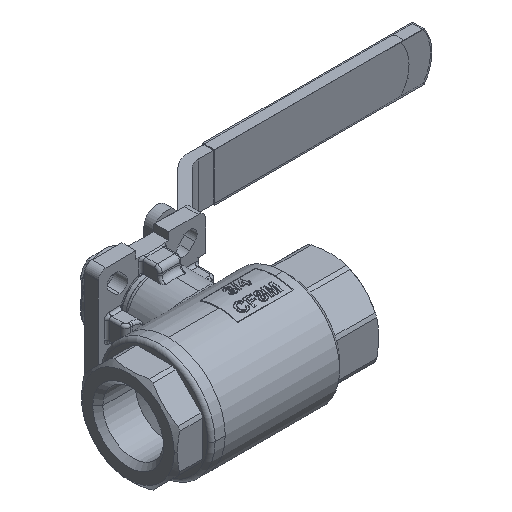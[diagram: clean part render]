
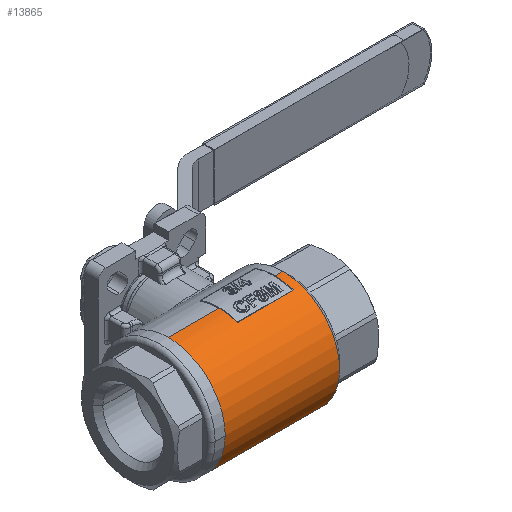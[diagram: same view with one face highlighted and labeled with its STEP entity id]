
A CAD part, isometric view. The second image highlights one B-rep face of the part: STEP entity #13865.
In plain terms, the highlighted cylindrical face has radius 22.5 mm (diameter 45 mm), a partial arc.
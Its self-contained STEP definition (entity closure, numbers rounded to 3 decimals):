
#1331=CYLINDRICAL_SURFACE('',#15050,22.5);
#1603=CIRCLE('',#14706,22.5);
#1607=CIRCLE('',#14712,22.5);
#1612=CIRCLE('',#14720,22.5);
#1613=CIRCLE('',#14723,22.5);
#1789=CIRCLE('',#15032,22.5);
#1791=CIRCLE('',#15036,22.5);
#5150=ORIENTED_EDGE('',*,*,#7801,.F.);
#5151=ORIENTED_EDGE('',*,*,#7787,.T.);
#5152=ORIENTED_EDGE('',*,*,#7802,.T.);
#5153=ORIENTED_EDGE('',*,*,#7327,.F.);
#5154=ORIENTED_EDGE('',*,*,#7331,.T.);
#5155=ORIENTED_EDGE('',*,*,#7334,.T.);
#5156=ORIENTED_EDGE('',*,*,#7803,.T.);
#5157=ORIENTED_EDGE('',*,*,#7784,.T.);
#5158=ORIENTED_EDGE('',*,*,#7804,.F.);
#5159=ORIENTED_EDGE('',*,*,#7348,.T.);
#5160=ORIENTED_EDGE('',*,*,#7340,.F.);
#5161=ORIENTED_EDGE('',*,*,#7345,.F.);
#7327=EDGE_CURVE('',#8950,#8952,#1603,.T.);
#7331=EDGE_CURVE('',#8950,#8953,#10006,.T.);
#7334=EDGE_CURVE('',#8953,#8955,#1607,.T.);
#7340=EDGE_CURVE('',#8960,#8961,#10010,.T.);
#7345=EDGE_CURVE('',#8963,#8960,#1612,.T.);
#7348=EDGE_CURVE('',#8965,#8961,#1613,.T.);
#7784=EDGE_CURVE('',#9236,#9254,#1789,.T.);
#7787=EDGE_CURVE('',#9256,#9255,#1791,.T.);
#7801=EDGE_CURVE('',#9256,#8963,#10222,.T.);
#7802=EDGE_CURVE('',#9255,#8952,#10223,.T.);
#7803=EDGE_CURVE('',#8955,#9236,#10224,.T.);
#7804=EDGE_CURVE('',#8965,#9254,#10225,.T.);
#8950=VERTEX_POINT('',#53129);
#8952=VERTEX_POINT('',#53132);
#8953=VERTEX_POINT('',#53137);
#8955=VERTEX_POINT('',#53143);
#8960=VERTEX_POINT('',#53157);
#8961=VERTEX_POINT('',#53158);
#8963=VERTEX_POINT('',#53165);
#8965=VERTEX_POINT('',#53173);
#9236=VERTEX_POINT('',#57172);
#9254=VERTEX_POINT('',#57232);
#9255=VERTEX_POINT('',#57238);
#9256=VERTEX_POINT('',#57239);
#10006=LINE('',#53139,#10970);
#10010=LINE('',#53156,#10974);
#10222=LINE('',#57270,#11186);
#10223=LINE('',#57271,#11187);
#10224=LINE('',#57272,#11188);
#10225=LINE('',#57273,#11189);
#10970=VECTOR('',#17081,1000.);
#10974=VECTOR('',#17101,1000.);
#11186=VECTOR('',#17979,1000.);
#11187=VECTOR('',#17980,1000.);
#11188=VECTOR('',#17981,1000.);
#11189=VECTOR('',#17982,1000.);
#12065=EDGE_LOOP('',(#5150,#5151,#5152,#5153,#5154,#5155,#5156,#5157,#5158,
#5159,#5160,#5161));
#12951=FACE_BOUND('',#12065,.T.);
#13865=ADVANCED_FACE('',(#12951),#1331,.T.);
#14706=AXIS2_PLACEMENT_3D('',#53131,#17072,#17073);
#14712=AXIS2_PLACEMENT_3D('',#53144,#17087,#17088);
#14720=AXIS2_PLACEMENT_3D('',#53166,#17109,#17110);
#14723=AXIS2_PLACEMENT_3D('',#53172,#17117,#17118);
#15032=AXIS2_PLACEMENT_3D('',#57233,#17933,#17934);
#15036=AXIS2_PLACEMENT_3D('',#57240,#17942,#17943);
#15050=AXIS2_PLACEMENT_3D('',#57269,#17977,#17978);
#17072=DIRECTION('',(1.,0.,0.));
#17073=DIRECTION('',(0.,0.327,-0.945));
#17081=DIRECTION('',(1.,0.,0.));
#17087=DIRECTION('',(1.,0.,0.));
#17088=DIRECTION('',(0.,0.327,-0.945));
#17101=DIRECTION('',(1.,0.,0.));
#17109=DIRECTION('',(1.,0.,0.));
#17110=DIRECTION('',(0.,-0.327,0.945));
#17117=DIRECTION('',(1.,0.,0.));
#17118=DIRECTION('',(0.,-0.327,0.945));
#17933=DIRECTION('',(-1.,0.,0.));
#17934=DIRECTION('',(0.,0.,-1.));
#17942=DIRECTION('',(1.,0.,0.));
#17943=DIRECTION('',(0.,0.,-1.));
#17977=DIRECTION('',(1.,0.,0.));
#17978=DIRECTION('',(0.,0.,-1.));
#17979=DIRECTION('',(1.,0.,0.));
#17980=DIRECTION('',(1.,0.,0.));
#17981=DIRECTION('',(1.,0.,0.));
#17982=DIRECTION('',(1.,0.,0.));
#53129=CARTESIAN_POINT('',(-11.,-7.362,-21.262));
#53131=CARTESIAN_POINT('',(-11.,0.,0.));
#53132=CARTESIAN_POINT('',(-11.,0.,-22.5));
#53137=CARTESIAN_POINT('',(11.,-7.362,-21.262));
#53139=CARTESIAN_POINT('',(-11.,-7.362,-21.262));
#53143=CARTESIAN_POINT('',(11.,0.,-22.5));
#53144=CARTESIAN_POINT('',(11.,0.,0.));
#53156=CARTESIAN_POINT('',(-11.,-7.362,21.262));
#53157=CARTESIAN_POINT('',(-11.,-7.362,21.262));
#53158=CARTESIAN_POINT('',(11.,-7.362,21.262));
#53165=CARTESIAN_POINT('',(-11.,0.,22.5));
#53166=CARTESIAN_POINT('',(-11.,0.,0.));
#53172=CARTESIAN_POINT('',(11.,0.,0.));
#53173=CARTESIAN_POINT('',(11.,0.,22.5));
#57172=CARTESIAN_POINT('',(14.375,0.,-22.5));
#57232=CARTESIAN_POINT('',(14.375,0.,22.5));
#57233=CARTESIAN_POINT('',(14.375,0.,0.));
#57238=CARTESIAN_POINT('',(-31.,0.,-22.5));
#57239=CARTESIAN_POINT('',(-31.,0.,22.5));
#57240=CARTESIAN_POINT('',(-31.,0.,0.));
#57269=CARTESIAN_POINT('',(-31.,0.,0.));
#57270=CARTESIAN_POINT('',(-31.,0.,22.5));
#57271=CARTESIAN_POINT('',(-31.,0.,-22.5));
#57272=CARTESIAN_POINT('',(-31.,0.,-22.5));
#57273=CARTESIAN_POINT('',(-31.,0.,22.5));
